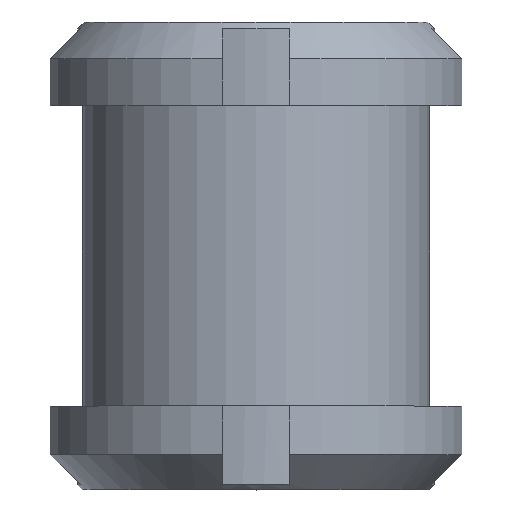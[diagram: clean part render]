
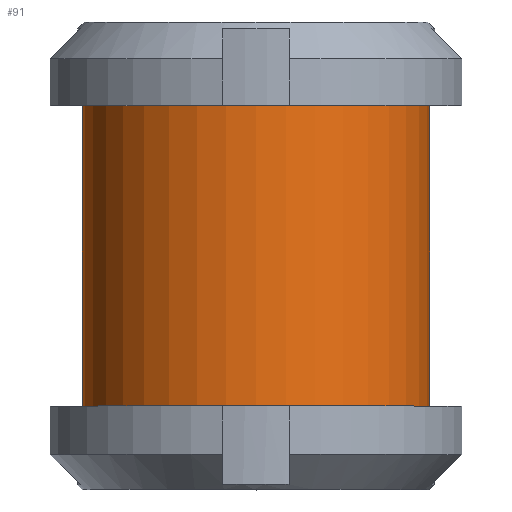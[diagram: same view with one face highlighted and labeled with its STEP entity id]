
A CAD part, top view. The second image highlights one B-rep face of the part: STEP entity #91.
In plain terms, the highlighted cylindrical face has radius 10.4 mm (diameter 20.8 mm), a full revolution.
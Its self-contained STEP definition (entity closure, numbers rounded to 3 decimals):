
#91 = ADVANCED_FACE( '', ( #219, #220 ), #221, .T. );
#219 = FACE_OUTER_BOUND( '', #398, .T. );
#220 = FACE_OUTER_BOUND( '', #399, .T. );
#221 = CYLINDRICAL_SURFACE( '', #400, 10.4 );
#398 = EDGE_LOOP( '', ( #623 ) );
#399 = EDGE_LOOP( '', ( #624 ) );
#400 = AXIS2_PLACEMENT_3D( '', #625, #626, #627 );
#623 = ORIENTED_EDGE( '', *, *, #1025, .T. );
#624 = ORIENTED_EDGE( '', *, *, #1026, .F. );
#625 = CARTESIAN_POINT( '', ( 0., 0., 0. ) );
#626 = DIRECTION( '', ( 0., 1., 0. ) );
#627 = DIRECTION( '', ( 0., 0., -1. ) );
#1025 = EDGE_CURVE( '', #1226, #1226, #1227, .T. );
#1026 = EDGE_CURVE( '', #1228, #1228, #1229, .T. );
#1226 = VERTEX_POINT( '', #1518 );
#1227 = CIRCLE( '', #1519, 10.4 );
#1228 = VERTEX_POINT( '', #1520 );
#1229 = CIRCLE( '', #1521, 10.4 );
#1518 = CARTESIAN_POINT( '', ( 0., 23., -10.4 ) );
#1519 = AXIS2_PLACEMENT_3D( '', #1787, #1788, #1789 );
#1520 = CARTESIAN_POINT( '', ( 0., 5., -10.4 ) );
#1521 = AXIS2_PLACEMENT_3D( '', #1790, #1791, #1792 );
#1787 = CARTESIAN_POINT( '', ( 0., 23., 0. ) );
#1788 = DIRECTION( '', ( 0., -1., 0. ) );
#1789 = DIRECTION( '', ( 0., 0., -1. ) );
#1790 = CARTESIAN_POINT( '', ( 0., 5., 0. ) );
#1791 = DIRECTION( '', ( 0., -1., 0. ) );
#1792 = DIRECTION( '', ( 0., 0., -1. ) );
